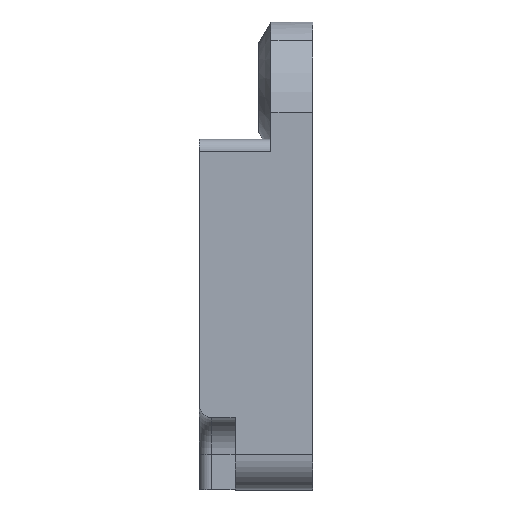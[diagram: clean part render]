
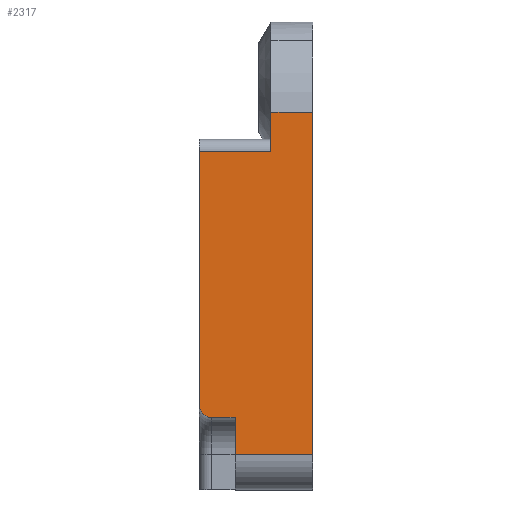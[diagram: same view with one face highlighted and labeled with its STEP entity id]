
A CAD part, left-side view. The second image highlights one B-rep face of the part: STEP entity #2317.
In plain terms, the highlighted planar face has unit normal (-1, 0, 0).
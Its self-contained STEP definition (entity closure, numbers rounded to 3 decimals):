
#8 = VERTEX_POINT ( 'NONE', #1397 ) ;
#51 = CARTESIAN_POINT ( 'NONE',  ( -9.347, 6.5, -17.512 ) ) ;
#54 = DIRECTION ( 'NONE',  ( 0., 1., 0. ) ) ;
#71 = CIRCLE ( 'NONE', #507, 1. ) ;
#77 = VERTEX_POINT ( 'NONE', #534 ) ;
#88 = LINE ( 'NONE', #2398, #718 ) ;
#98 = CARTESIAN_POINT ( 'NONE',  ( -9.347, 3.5, 7.972 ) ) ;
#133 = VERTEX_POINT ( 'NONE', #2074 ) ;
#225 = CARTESIAN_POINT ( 'NONE',  ( -9.347, 0., -17.512 ) ) ;
#253 = CARTESIAN_POINT ( 'NONE',  ( -9.347, 9.5, 11.228 ) ) ;
#279 = LINE ( 'NONE', #253, #1337 ) ;
#310 = EDGE_CURVE ( 'NONE', #2568, #2008, #1481, .T. ) ;
#316 = EDGE_CURVE ( 'NONE', #1229, #1880, #1320, .T. ) ;
#351 = DIRECTION ( 'NONE',  ( 0., -1., 0. ) ) ;
#468 = VECTOR ( 'NONE', #351, 1000. ) ;
#483 = EDGE_LOOP ( 'NONE', ( #1139, #2537, #2407, #1258, #1568, #1912, #980, #1142, #732 ) ) ;
#507 = AXIS2_PLACEMENT_3D ( 'NONE', #668, #870, #2099 ) ;
#534 = CARTESIAN_POINT ( 'NONE',  ( -9.347, 9.5, -13.388 ) ) ;
#563 = EDGE_CURVE ( 'NONE', #1355, #2568, #1318, .T. ) ;
#579 = DIRECTION ( 'NONE',  ( 0., 0., 1. ) ) ;
#605 = CARTESIAN_POINT ( 'NONE',  ( -9.347, 0., -17.512 ) ) ;
#611 = VECTOR ( 'NONE', #579, 1000. ) ;
#615 = CARTESIAN_POINT ( 'NONE',  ( -9.347, 8.5, -14.388 ) ) ;
#618 = EDGE_CURVE ( 'NONE', #1355, #955, #1607, .T. ) ;
#668 = CARTESIAN_POINT ( 'NONE',  ( -9.347, 8.5, -13.388 ) ) ;
#678 = LINE ( 'NONE', #225, #2344 ) ;
#718 = VECTOR ( 'NONE', #1135, 1000. ) ;
#732 = ORIENTED_EDGE ( 'NONE', *, *, #316, .T. ) ;
#768 = PLANE ( 'NONE',  #1505 ) ;
#810 = CARTESIAN_POINT ( 'NONE',  ( -9.347, 4.5, -17.512 ) ) ;
#847 = CARTESIAN_POINT ( 'NONE',  ( -9.347, 6.5, -14.388 ) ) ;
#870 = DIRECTION ( 'NONE',  ( -1., 0., 0. ) ) ;
#955 = VERTEX_POINT ( 'NONE', #605 ) ;
#970 = DIRECTION ( 'NONE',  ( 1., 0., 0. ) ) ;
#980 = ORIENTED_EDGE ( 'NONE', *, *, #1676, .F. ) ;
#1054 = DIRECTION ( 'NONE',  ( 0., 0., 1. ) ) ;
#1103 = DIRECTION ( 'NONE',  ( 0., 1., 0. ) ) ;
#1118 = CARTESIAN_POINT ( 'NONE',  ( -9.347, 0.22, 7.972 ) ) ;
#1135 = DIRECTION ( 'NONE',  ( 0., 0., 1. ) ) ;
#1139 = ORIENTED_EDGE ( 'NONE', *, *, #1213, .F. ) ;
#1142 = ORIENTED_EDGE ( 'NONE', *, *, #2275, .F. ) ;
#1213 = EDGE_CURVE ( 'NONE', #77, #1880, #2660, .T. ) ;
#1229 = VERTEX_POINT ( 'NONE', #98 ) ;
#1258 = ORIENTED_EDGE ( 'NONE', *, *, #563, .F. ) ;
#1315 = DIRECTION ( 'NONE',  ( 0., -1., 0. ) ) ;
#1318 = LINE ( 'NONE', #2116, #2125 ) ;
#1320 = LINE ( 'NONE', #1118, #1470 ) ;
#1337 = VECTOR ( 'NONE', #1315, 1000. ) ;
#1355 = VERTEX_POINT ( 'NONE', #51 ) ;
#1397 = CARTESIAN_POINT ( 'NONE',  ( -9.347, 0., 11.228 ) ) ;
#1470 = VECTOR ( 'NONE', #54, 1000. ) ;
#1481 = LINE ( 'NONE', #1731, #2652 ) ;
#1505 = AXIS2_PLACEMENT_3D ( 'NONE', #2007, #970, #2203 ) ;
#1568 = ORIENTED_EDGE ( 'NONE', *, *, #618, .T. ) ;
#1607 = LINE ( 'NONE', #810, #468 ) ;
#1615 = EDGE_CURVE ( 'NONE', #77, #2008, #71, .T. ) ;
#1616 = CARTESIAN_POINT ( 'NONE',  ( -9.347, 9.5, 0. ) ) ;
#1619 = EDGE_CURVE ( 'NONE', #955, #8, #678, .T. ) ;
#1676 = EDGE_CURVE ( 'NONE', #133, #8, #279, .T. ) ;
#1731 = CARTESIAN_POINT ( 'NONE',  ( -9.347, 4.5, -14.388 ) ) ;
#1803 = FACE_OUTER_BOUND ( 'NONE', #483, .T. ) ;
#1880 = VERTEX_POINT ( 'NONE', #2473 ) ;
#1912 = ORIENTED_EDGE ( 'NONE', *, *, #1619, .T. ) ;
#2007 = CARTESIAN_POINT ( 'NONE',  ( -9.347, 4.5, -17.512 ) ) ;
#2008 = VERTEX_POINT ( 'NONE', #615 ) ;
#2074 = CARTESIAN_POINT ( 'NONE',  ( -9.347, 3.5, 11.228 ) ) ;
#2099 = DIRECTION ( 'NONE',  ( 0., 0., -1. ) ) ;
#2116 = CARTESIAN_POINT ( 'NONE',  ( -9.347, 6.5, -17.512 ) ) ;
#2125 = VECTOR ( 'NONE', #2153, 1000. ) ;
#2153 = DIRECTION ( 'NONE',  ( 0., 0., 1. ) ) ;
#2203 = DIRECTION ( 'NONE',  ( 0., 0., -1. ) ) ;
#2275 = EDGE_CURVE ( 'NONE', #1229, #133, #88, .T. ) ;
#2317 = ADVANCED_FACE ( 'NONE', ( #1803 ), #768, .F. ) ;
#2344 = VECTOR ( 'NONE', #1054, 1000. ) ;
#2398 = CARTESIAN_POINT ( 'NONE',  ( -9.347, 3.5, 0. ) ) ;
#2407 = ORIENTED_EDGE ( 'NONE', *, *, #310, .F. ) ;
#2473 = CARTESIAN_POINT ( 'NONE',  ( -9.347, 9.5, 7.972 ) ) ;
#2537 = ORIENTED_EDGE ( 'NONE', *, *, #1615, .T. ) ;
#2568 = VERTEX_POINT ( 'NONE', #847 ) ;
#2652 = VECTOR ( 'NONE', #1103, 1000. ) ;
#2660 = LINE ( 'NONE', #1616, #611 ) ;
